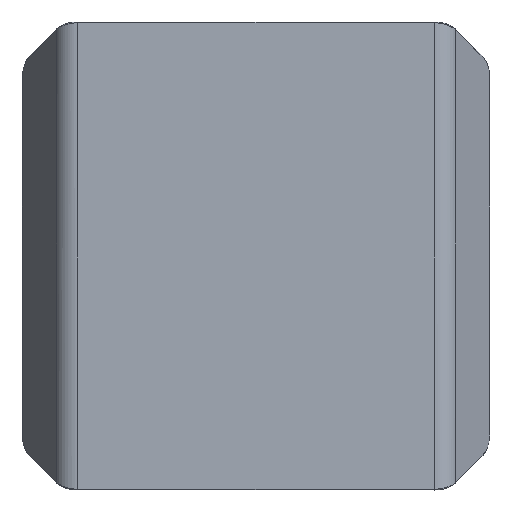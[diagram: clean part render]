
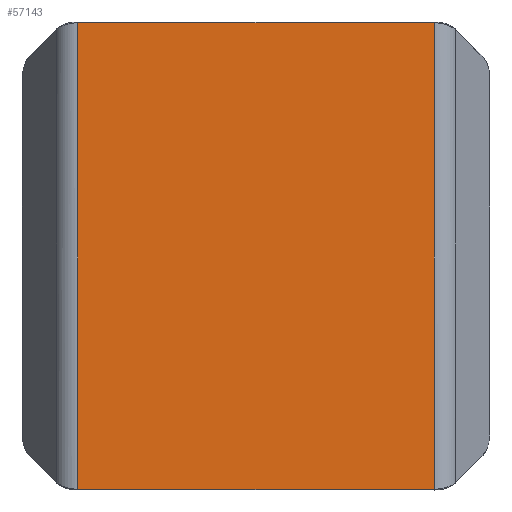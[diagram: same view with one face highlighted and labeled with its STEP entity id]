
A CAD part, top view. The second image highlights one B-rep face of the part: STEP entity #57143.
In plain terms, the highlighted planar face has unit normal (0, 0, 1).
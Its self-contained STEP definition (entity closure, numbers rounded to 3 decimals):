
#4435=DIRECTION('',(-1.,0.,0.));
#4436=VECTOR('',#4435,218.718);
#4437=CARTESIAN_POINT('',(109.359,-143.134,45.));
#4438=LINE('',#4437,#4436);
#12906=DIRECTION('',(1.,0.,0.));
#12907=VECTOR('',#12906,218.718);
#12908=CARTESIAN_POINT('',(-109.359,143.134,
45.));
#12909=LINE('',#12908,#12907);
#12937=DIRECTION('',(0.,-1.,0.));
#12938=VECTOR('',#12937,286.268);
#12939=CARTESIAN_POINT('',(109.359,143.134,45.));
#12940=LINE('',#12939,#12938);
#12965=DIRECTION('',(0.,1.,0.));
#12966=VECTOR('',#12965,286.268);
#12967=CARTESIAN_POINT('',(-109.359,-143.134,45.));
#12968=LINE('',#12967,#12966);
#26314=CARTESIAN_POINT('',(-109.359,143.134,
45.));
#26315=CARTESIAN_POINT('',(109.359,143.134,45.));
#26316=VERTEX_POINT('',#26314);
#26317=VERTEX_POINT('',#26315);
#26355=CARTESIAN_POINT('',(109.359,-143.134,
45.));
#26356=CARTESIAN_POINT('',(-109.359,-143.134,45.));
#26357=VERTEX_POINT('',#26355);
#26358=VERTEX_POINT('',#26356);
#57131=CARTESIAN_POINT('',(0.,0.,45.));
#57132=DIRECTION('',(0.,0.,1.));
#57133=DIRECTION('',(0.,-1.,0.));
#57134=AXIS2_PLACEMENT_3D('',#57131,#57132,#57133);
#57135=PLANE('',#57134);
#57136=ORIENTED_EDGE('',*,*,#57012,.T.);
#57137=ORIENTED_EDGE('',*,*,#57111,.T.);
#57138=ORIENTED_EDGE('',*,*,#36201,.T.);
#57140=ORIENTED_EDGE('',*,*,#57139,.T.);
#57141=EDGE_LOOP('',(#57136,#57137,#57138,#57140));
#57142=FACE_OUTER_BOUND('',#57141,.F.);
#57143=ADVANCED_FACE('',(#57142),#57135,.T.);
#36201=EDGE_CURVE('',#26357,#26358,#4438,.T.);
#57012=EDGE_CURVE('',#26316,#26317,#12909,.T.);
#57111=EDGE_CURVE('',#26317,#26357,#12940,.T.);
#57139=EDGE_CURVE('',#26358,#26316,#12968,.T.);
